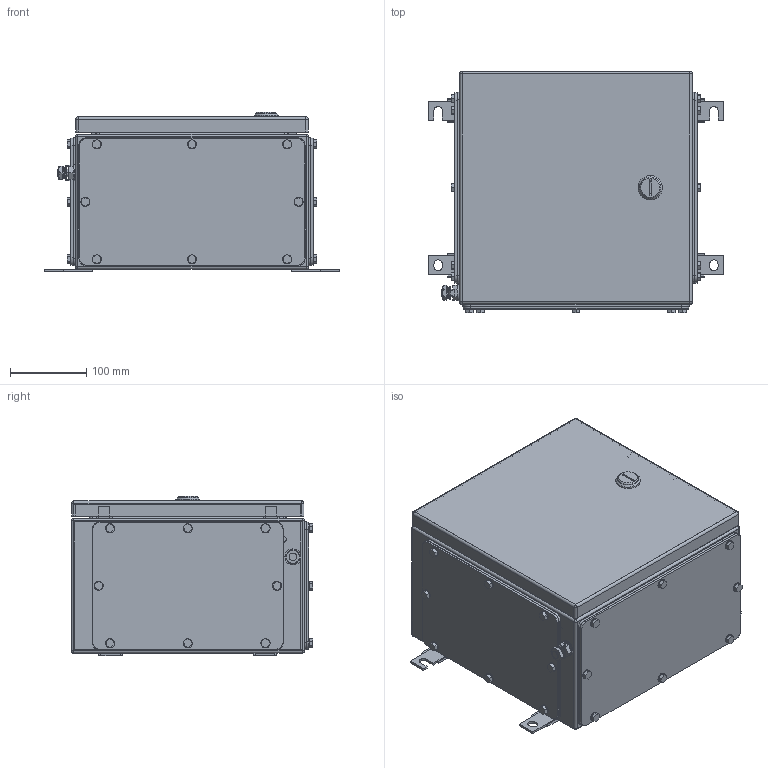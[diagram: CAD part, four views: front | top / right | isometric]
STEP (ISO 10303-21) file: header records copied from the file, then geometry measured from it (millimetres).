
FILE_DESCRIPTION(('CATIA V5 STEP Exchange','CAx-IF Rec.Pracs.--- Model Styling and Organization---1.4--- 2014-01-23'),'2;1');
FILE_NAME ('008782-7_3_1200090000_1200090000.stp','2019-09-23T06:36:32+00:00',('none'),('Weidmueller'),'CATIA Version 5-6 Release 2016 SP3 HF44','CATIA V5 STEP AP214','none');
FILE_SCHEMA(('AUTOMOTIVE_DESIGN { 1 0 10303 214 1 1 1 1 }'));
Products named in the file (1): 1200090000
Bounding box: 387 x 317 x 209.8 mm (x, y, z)
Volume: 1198651.7 mm3; surface area: 1220263 mm2
Topology: 91 solids, 92 shells, 1845 faces, 4242 edges, 2660 vertices
Faces by surface type: cylinder 832, plane 775, cone 188, sphere 24, torus 22, bspline 4
Entity records: 50164 total; most frequent: CARTESIAN_POINT 10971, ORIENTED_EDGE 8320, DIRECTION 6571, EDGE_CURVE 4160, AXIS2_PLACEMENT_3D 2916, VERTEX_POINT 2660, VECTOR 2283, LINE 2283
